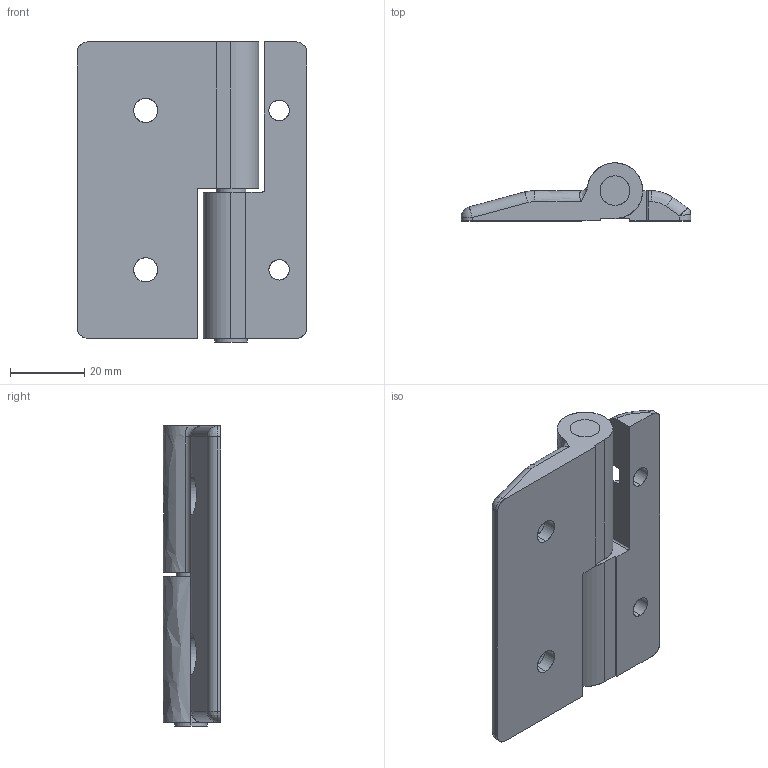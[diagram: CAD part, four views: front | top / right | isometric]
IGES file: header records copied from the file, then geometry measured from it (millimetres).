
Start section: SolidWorks IGES file using analytic representation for surfaces
Global section: file name: B-502-3-R.IGS,15; native system: HSolidWorks 2014; preprocessor: SolidWorks 2014; author: 1337yo; date: 170116.141609; units: millimetre
Bounding box: 62 x 15.6 x 81 mm (x, y, z)
Surface area: 17548 mm2 (no closed solid volume)
Topology: 0 solids, 0 shells, 92 faces, 1459 edges, 1457 vertices
Faces by surface type: revolution 56, bspline 36
